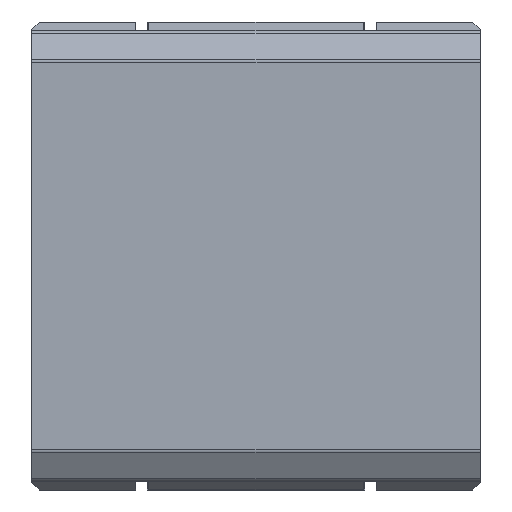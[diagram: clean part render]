
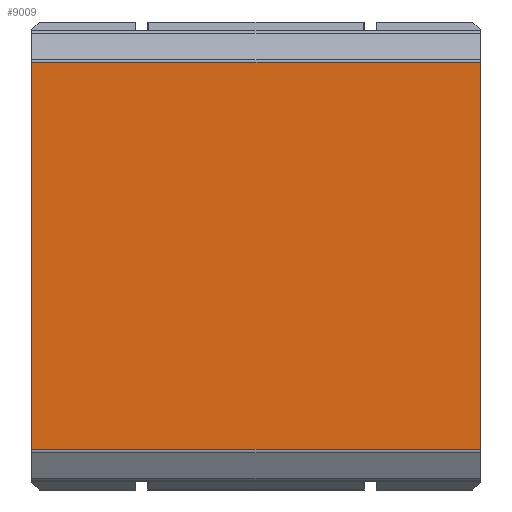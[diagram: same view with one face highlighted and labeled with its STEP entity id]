
A CAD part, front view. The second image highlights one B-rep face of the part: STEP entity #9009.
In plain terms, the highlighted planar face has unit normal (0, -1, 0).
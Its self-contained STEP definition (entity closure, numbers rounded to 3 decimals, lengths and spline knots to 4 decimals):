
#8 = CARTESIAN_POINT ( 'NONE',  ( -0.8228, -1.0079, -0.7102 ) ) ;
#735 = CARTESIAN_POINT ( 'NONE',  ( 0.8228, -1.0079, 0.7102 ) ) ;
#3911 = EDGE_CURVE ( 'NONE', #35944, #33196, #18428, .T. ) ;
#3979 = ORIENTED_EDGE ( 'NONE', *, *, #3911, .F. ) ;
#4145 = DIRECTION ( 'NONE',  ( 0., 0., -1. ) ) ;
#4818 = CARTESIAN_POINT ( 'NONE',  ( 0.8228, -1.0079, 0.8031 ) ) ;
#6130 = VECTOR ( 'NONE', #4145, 39.3701 ) ;
#6595 = CARTESIAN_POINT ( 'NONE',  ( 0.8228, -1.0079, 0.7102 ) ) ;
#6819 = EDGE_CURVE ( 'NONE', #22582, #35944, #12245, .T. ) ;
#7624 = VECTOR ( 'NONE', #13242, 39.3701 ) ;
#7629 = ORIENTED_EDGE ( 'NONE', *, *, #29609, .T. ) ;
#7947 = EDGE_LOOP ( 'NONE', ( #22741, #3979, #11444, #7629 ) ) ;
#9009 = ADVANCED_FACE ( 'NONE', ( #17976 ), #31821, .F. ) ;
#11444 = ORIENTED_EDGE ( 'NONE', *, *, #6819, .F. ) ;
#12245 = LINE ( 'NONE', #42894, #18427 ) ;
#12528 = CARTESIAN_POINT ( 'NONE',  ( -0.8228, -1.0079, 0.7102 ) ) ;
#13242 = DIRECTION ( 'NONE',  ( 0., 0., -1. ) ) ;
#13470 = LINE ( 'NONE', #34143, #7624 ) ;
#14562 = DIRECTION ( 'NONE',  ( 0., 0., 1. ) ) ;
#17976 = FACE_OUTER_BOUND ( 'NONE', #7947, .T. ) ;
#18427 = VECTOR ( 'NONE', #32690, 39.3701 ) ;
#18428 = LINE ( 'NONE', #4818, #6130 ) ;
#22582 = VERTEX_POINT ( 'NONE', #12528 ) ;
#22741 = ORIENTED_EDGE ( 'NONE', *, *, #42712, .F. ) ;
#25475 = AXIS2_PLACEMENT_3D ( 'NONE', #735, #39083, #14562 ) ;
#26315 = VERTEX_POINT ( 'NONE', #8 ) ;
#27693 = VECTOR ( 'NONE', #42580, 39.3701 ) ;
#29609 = EDGE_CURVE ( 'NONE', #22582, #26315, #13470, .T. ) ;
#31821 = PLANE ( 'NONE',  #25475 ) ;
#32690 = DIRECTION ( 'NONE',  ( 1., 0., 0. ) ) ;
#33196 = VERTEX_POINT ( 'NONE', #38001 ) ;
#34143 = CARTESIAN_POINT ( 'NONE',  ( -0.8228, -1.0079, 0.8031 ) ) ;
#35114 = CARTESIAN_POINT ( 'NONE',  ( 0.8228, -1.0079, -0.7102 ) ) ;
#35339 = LINE ( 'NONE', #35114, #27693 ) ;
#35944 = VERTEX_POINT ( 'NONE', #6595 ) ;
#38001 = CARTESIAN_POINT ( 'NONE',  ( 0.8228, -1.0079, -0.7102 ) ) ;
#39083 = DIRECTION ( 'NONE',  ( 0., 1., 0. ) ) ;
#42580 = DIRECTION ( 'NONE',  ( -1., 0., 0. ) ) ;
#42712 = EDGE_CURVE ( 'NONE', #33196, #26315, #35339, .T. ) ;
#42894 = CARTESIAN_POINT ( 'NONE',  ( 0.8228, -1.0079, 0.7102 ) ) ;
